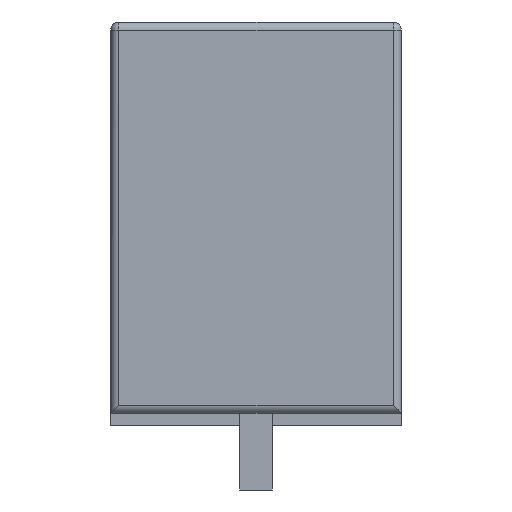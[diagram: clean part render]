
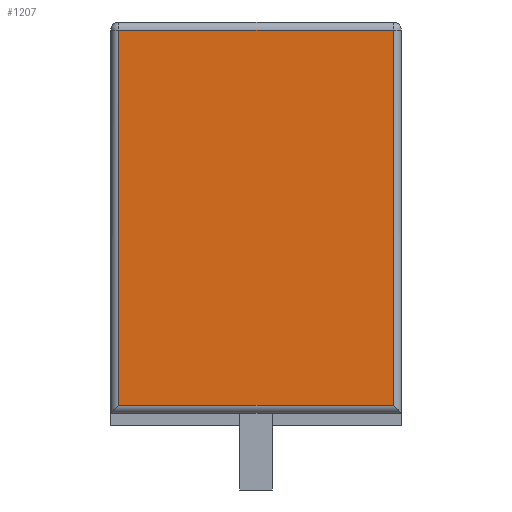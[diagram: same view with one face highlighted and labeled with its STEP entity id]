
A CAD part, left-side view. The second image highlights one B-rep face of the part: STEP entity #1207.
In plain terms, the highlighted planar face has unit normal (-1, 0, 0).
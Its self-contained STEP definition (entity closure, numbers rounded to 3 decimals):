
#1168 = CARTESIAN_POINT ( 'NONE',  ( -15., 4.25, 12.25 ) ) ;
#1169 = VERTEX_POINT ( 'NONE', #1168 ) ;
#1170 = CARTESIAN_POINT ( 'NONE',  ( -15., 4.25, 0.631 ) ) ;
#1171 = VERTEX_POINT ( 'NONE', #1170 ) ;
#1172 = CARTESIAN_POINT ( 'NONE',  ( -15., 4.25, 0.381 ) ) ;
#1173 = DIRECTION ( 'NONE',  ( 0., 0., -1. ) ) ;
#1174 = VECTOR ( 'NONE', #1173, 1000. ) ;
#1175 = LINE ( 'NONE', #1172, #1174 ) ;
#1176 = EDGE_CURVE ( 'NONE', #1169, #1171, #1175, .T. ) ;
#1177 = ORIENTED_EDGE ( 'NONE', *, *, #1176, .T. ) ;
#1178 = CARTESIAN_POINT ( 'NONE',  ( -15., -4.25, 0.631 ) ) ;
#1179 = VERTEX_POINT ( 'NONE', #1178 ) ;
#1180 = CARTESIAN_POINT ( 'NONE',  ( -15., 4.5, 0.631 ) ) ;
#1181 = DIRECTION ( 'NONE',  ( 0., -1., 0. ) ) ;
#1182 = VECTOR ( 'NONE', #1181, 1000. ) ;
#1183 = LINE ( 'NONE', #1180, #1182 ) ;
#1184 = EDGE_CURVE ( 'NONE', #1171, #1179, #1183, .T. ) ;
#1185 = ORIENTED_EDGE ( 'NONE', *, *, #1184, .T. ) ;
#1186 = CARTESIAN_POINT ( 'NONE',  ( -15., -4.25, 12.25 ) ) ;
#1187 = VERTEX_POINT ( 'NONE', #1186 ) ;
#1188 = CARTESIAN_POINT ( 'NONE',  ( -15., -4.25, 12.5 ) ) ;
#1189 = DIRECTION ( 'NONE',  ( 0., 0., 1. ) ) ;
#1190 = VECTOR ( 'NONE', #1189, 1000. ) ;
#1191 = LINE ( 'NONE', #1188, #1190 ) ;
#1192 = EDGE_CURVE ( 'NONE', #1179, #1187, #1191, .T. ) ;
#1193 = ORIENTED_EDGE ( 'NONE', *, *, #1192, .T. ) ;
#1194 = CARTESIAN_POINT ( 'NONE',  ( -15., 4.5, 12.25 ) ) ;
#1195 = DIRECTION ( 'NONE',  ( 0., 1., 0. ) ) ;
#1196 = VECTOR ( 'NONE', #1195, 1000. ) ;
#1197 = LINE ( 'NONE', #1194, #1196 ) ;
#1198 = EDGE_CURVE ( 'NONE', #1187, #1169, #1197, .T. ) ;
#1199 = ORIENTED_EDGE ( 'NONE', *, *, #1198, .T. ) ;
#1200 = EDGE_LOOP ( 'NONE', ( #1177, #1185, #1193, #1199 ) ) ;
#1201 = FACE_OUTER_BOUND ( 'NONE', #1200, .T. ) ;
#1202 = CARTESIAN_POINT ( 'NONE',  ( -15., 4.5, 12.5 ) ) ;
#1203 = DIRECTION ( 'NONE',  ( 1., 0., 0. ) ) ;
#1204 = DIRECTION ( 'NONE',  ( 0., 1., 0. ) ) ;
#1205 = AXIS2_PLACEMENT_3D ( 'NONE', #1202, #1203, #1204 ) ;
#1206 = PLANE ( 'NONE', #1205 ) ;
#1207 = ADVANCED_FACE ( 'NONE', ( #1201 ), #1206, .F. ) ;
